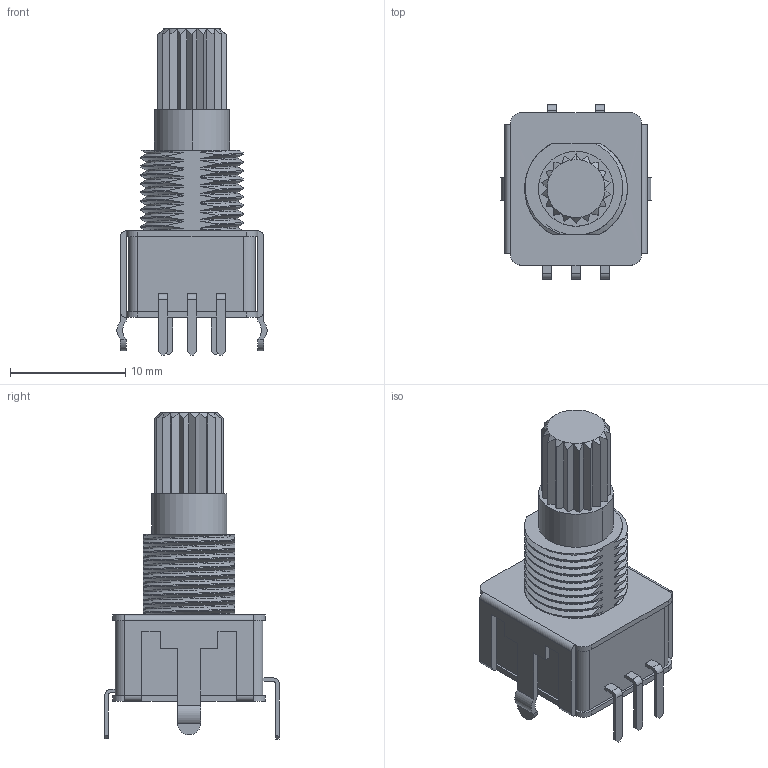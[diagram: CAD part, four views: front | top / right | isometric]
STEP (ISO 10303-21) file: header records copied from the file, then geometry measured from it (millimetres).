
FILE_DESCRIPTION(('FreeCAD Model'),'2;1');
FILE_NAME( 'Rotary_Encoder.step' ,'2016-02-04T15:26:56',('Author'),(''), 'Open CASCADE STEP processor 6.8','FreeCAD','Unknown');
FILE_SCHEMA(('AUTOMOTIVE_DESIGN_CC2 { 1 2 10303 214 -1 1 5 4 }'));
Length unit declared in the file: millimetre
Products named in the file (2): ASSEMBLY; Fusion
Assembly tree (1 placements, depth 2):
  ASSEMBLY
    Fusion
Bounding box: 13 x 15.1 x 28.26 mm (x, y, z)
Volume: 1783.9 mm3; surface area: 1499.3 mm2
Topology: 1 solids, 1 shells, 273 faces, 742 edges, 469 vertices
Faces by surface type: plane 136, cylinder 76, bspline 42, cone 19
Entity records: 38183 total; most frequent: CARTESIAN_POINT 23054, DIRECTION 1896, ORIENTED_EDGE 1484, PCURVE 1484, DEFINITIONAL_REPRESENTATION 1484, LINE 1179, VECTOR 1179, B_SPLINE_CURVE_WITH_KNOTS 863
